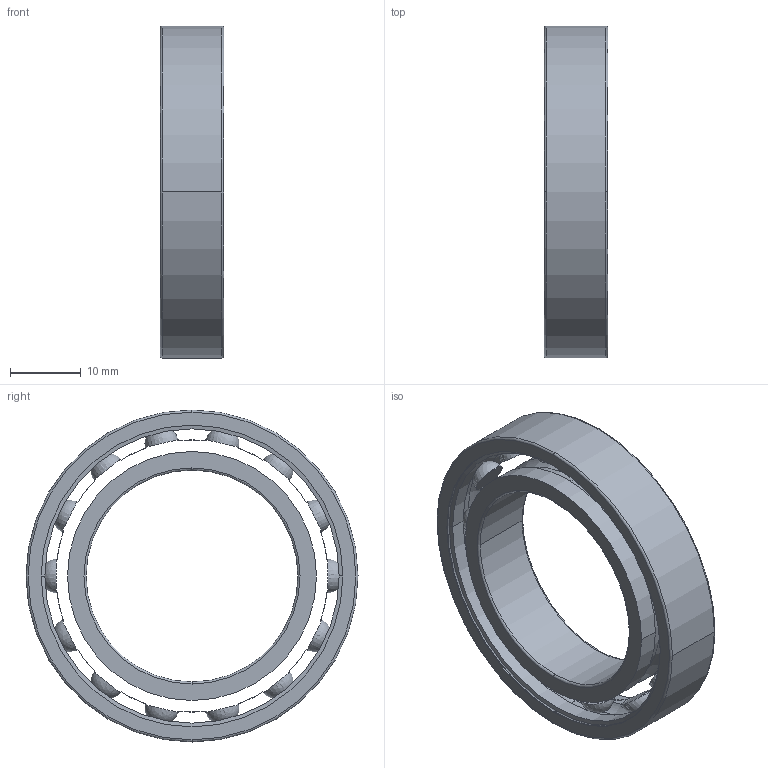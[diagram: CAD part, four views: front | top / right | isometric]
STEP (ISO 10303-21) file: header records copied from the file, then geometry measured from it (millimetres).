
FILE_DESCRIPTION(('STEP AP214'),'1');
FILE_NAME('61906.stp','2025-07-07T09:16:40',('TraceParts'),('TraceParts S.A.'),'Spatial InterOp 3D',' ',' ');
FILE_SCHEMA(('AUTOMOTIVE_DESIGN { 1 0 10303 214 1 1 1 1 }'));
Length unit declared in the file: millimetre
Products named in the file (1): SKF_bearing_61906_2_1
Bounding box: 9 x 47 x 47 mm (x, y, z)
Volume: 5994.5 mm3; surface area: 6728.2 mm2
Topology: 3 solids, 3 shells, 108 faces, 296 edges, 164 vertices
Faces by surface type: torus 56, sphere 28, cylinder 16, cone 4, plane 4
Entity records: 3980 total; most frequent: CARTESIAN_POINT 1467, DIRECTION 570, ORIENTED_EDGE 480, AXIS2_PLACEMENT_3D 275, EDGE_CURVE 240, VERTEX_POINT 164, CIRCLE 164, EDGE_LOOP 140
